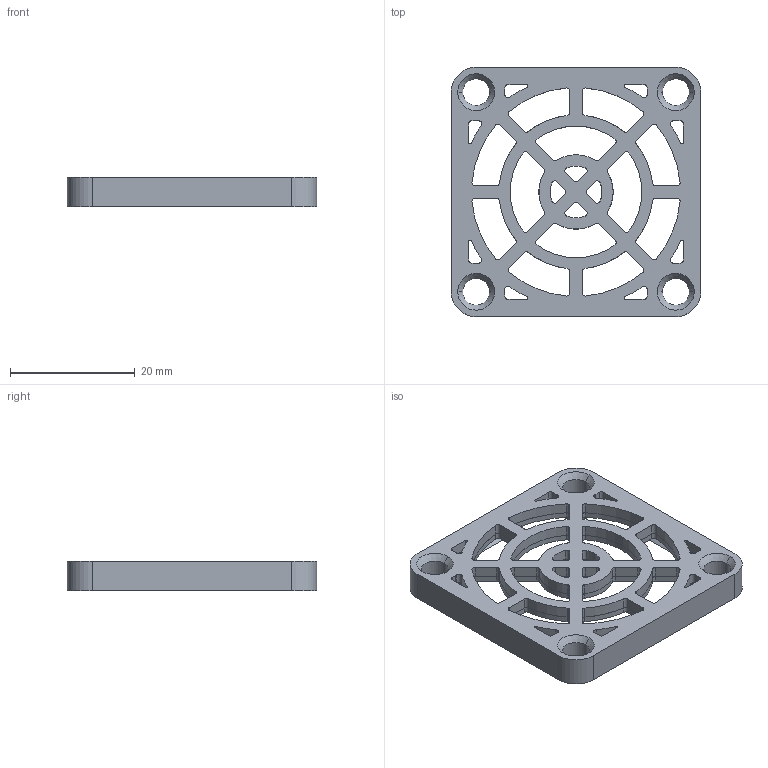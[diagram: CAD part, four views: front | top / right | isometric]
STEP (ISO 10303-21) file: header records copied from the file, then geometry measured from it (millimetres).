
FILE_DESCRIPTION (( 'STEP AP214' ), '1' );
FILE_NAME ('09150-F.STEP', '2014-10-14T01:12:07', ( '' ), ( '' ), 'SwSTEP 2.0', 'SolidWorks 2010', '' );
FILE_SCHEMA (( 'AUTOMOTIVE_DESIGN' ));
Length unit declared in the file: millimetre
Products named in the file (3): 09150-G; 09150-R; 09150-F
Assembly tree (2 placements, depth 2):
  09150-F
    09150-R
    09150-G
Bounding box: 40 x 40 x 4.75 mm (x, y, z)
Volume: 3124.1 mm3; surface area: 5791.8 mm2
Topology: 2 solids, 2 shells, 485 faces, 1424 edges, 944 vertices
Faces by surface type: cylinder 328, plane 141, cone 16
Entity records: 16740 total; most frequent: DIRECTION 3076, CARTESIAN_POINT 2858, ORIENTED_EDGE 2848, EDGE_CURVE 1424, AXIS2_PLACEMENT_3D 1162, VERTEX_POINT 944, LINE 752, VECTOR 752
